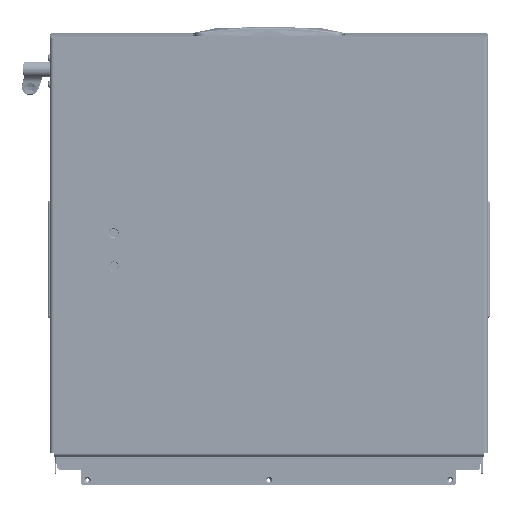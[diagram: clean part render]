
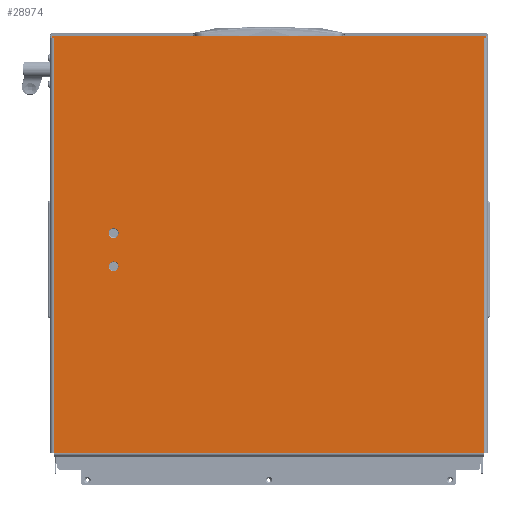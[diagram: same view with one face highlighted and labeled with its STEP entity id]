
A CAD part, front view. The second image highlights one B-rep face of the part: STEP entity #28974.
In plain terms, the highlighted face is planar.
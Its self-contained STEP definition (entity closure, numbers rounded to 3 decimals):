
#895 = EDGE_CURVE ( 'NONE', #130690, #6345, #82462, .T. ) ;
#3804 = CIRCLE ( 'NONE', #86241, 5.2 ) ;
#4395 = LINE ( 'NONE', #106852, #86187 ) ;
#5035 = DIRECTION ( 'NONE',  ( 0., 1., 0. ) ) ;
#5580 = VECTOR ( 'NONE', #41768, 1000. ) ;
#6345 = VERTEX_POINT ( 'NONE', #114502 ) ;
#7954 = PLANE ( 'NONE',  #84890 ) ;
#8725 = EDGE_LOOP ( 'NONE', ( #89221, #21727 ) ) ;
#9069 = AXIS2_PLACEMENT_3D ( 'NONE', #96652, #25899, #44442 ) ;
#9246 = DIRECTION ( 'NONE',  ( 0., 0., -1. ) ) ;
#13326 = CARTESIAN_POINT ( 'NONE',  ( 0., 452., 0. ) ) ;
#19139 = VERTEX_POINT ( 'NONE', #121521 ) ;
#19340 = ORIENTED_EDGE ( 'NONE', *, *, #44921, .T. ) ;
#19639 = VERTEX_POINT ( 'NONE', #25436 ) ;
#21727 = ORIENTED_EDGE ( 'NONE', *, *, #30401, .F. ) ;
#24725 = DIRECTION ( 'NONE',  ( 0., 0., -1. ) ) ;
#25436 = CARTESIAN_POINT ( 'NONE',  ( -2., 454., 0. ) ) ;
#25899 = DIRECTION ( 'NONE',  ( 0., 0., -1. ) ) ;
#26462 = DIRECTION ( 'NONE',  ( -1., 0., 0. ) ) ;
#28178 = LINE ( 'NONE', #39396, #112659 ) ;
#28974 = ADVANCED_FACE ( 'NONE', ( #68102, #37738, #88646 ), #7954, .T. ) ;
#29402 = CARTESIAN_POINT ( 'NONE',  ( 199.8, 389., 0. ) ) ;
#30118 = CIRCLE ( 'NONE', #36442, 5.2 ) ;
#30397 = CARTESIAN_POINT ( 'NONE',  ( 210.2, 389., 0. ) ) ;
#30401 = EDGE_CURVE ( 'NONE', #117377, #88370, #70412, .T. ) ;
#32194 = VERTEX_POINT ( 'NONE', #30397 ) ;
#35409 = DIRECTION ( 'NONE',  ( 0., 0., -1. ) ) ;
#36005 = ORIENTED_EDGE ( 'NONE', *, *, #52947, .T. ) ;
#36442 = AXIS2_PLACEMENT_3D ( 'NONE', #67009, #24725, #77599 ) ;
#37135 = DIRECTION ( 'NONE',  ( 0., -1., 0. ) ) ;
#37738 = FACE_BOUND ( 'NONE', #8725, .T. ) ;
#39396 = CARTESIAN_POINT ( 'NONE',  ( 0., 0., 0. ) ) ;
#39863 = ORIENTED_EDGE ( 'NONE', *, *, #99875, .F. ) ;
#40980 = CARTESIAN_POINT ( 'NONE',  ( 436., 452., 0. ) ) ;
#41109 = LINE ( 'NONE', #111186, #5580 ) ;
#41768 = DIRECTION ( 'NONE',  ( 0., 1., 0. ) ) ;
#42712 = DIRECTION ( 'NONE',  ( -1., 0., 0. ) ) ;
#44282 = VERTEX_POINT ( 'NONE', #104050 ) ;
#44407 = LINE ( 'NONE', #13326, #67331 ) ;
#44442 = DIRECTION ( 'NONE',  ( -1., 0., 0. ) ) ;
#44921 = EDGE_CURVE ( 'NONE', #6345, #19639, #55697, .T. ) ;
#45333 = CARTESIAN_POINT ( 'NONE',  ( 240., 389., 0. ) ) ;
#45356 = CARTESIAN_POINT ( 'NONE',  ( 245.2, 389., 0. ) ) ;
#45691 = VECTOR ( 'NONE', #42712, 1000. ) ;
#47660 = DIRECTION ( 'NONE',  ( 0., 0., -1. ) ) ;
#48079 = EDGE_CURVE ( 'NONE', #32194, #56987, #30118, .T. ) ;
#49673 = CARTESIAN_POINT ( 'NONE',  ( 436., 452., 0. ) ) ;
#52813 = VERTEX_POINT ( 'NONE', #63612 ) ;
#52947 = EDGE_CURVE ( 'NONE', #108007, #52813, #68853, .T. ) ;
#55047 = CARTESIAN_POINT ( 'NONE',  ( -2., -4., 0. ) ) ;
#55697 = LINE ( 'NONE', #55047, #105656 ) ;
#56987 = VERTEX_POINT ( 'NONE', #29402 ) ;
#58861 = CARTESIAN_POINT ( 'NONE',  ( 240., 389., 0. ) ) ;
#59299 = LINE ( 'NONE', #60617, #99777 ) ;
#60617 = CARTESIAN_POINT ( 'NONE',  ( 0., 454., 0. ) ) ;
#63177 = ORIENTED_EDGE ( 'NONE', *, *, #94878, .F. ) ;
#63612 = CARTESIAN_POINT ( 'NONE',  ( 436., 0., 0. ) ) ;
#67009 = CARTESIAN_POINT ( 'NONE',  ( 205., 389., 0. ) ) ;
#67331 = VECTOR ( 'NONE', #112516, 1000. ) ;
#68102 = FACE_BOUND ( 'NONE', #119580, .T. ) ;
#68138 = CARTESIAN_POINT ( 'NONE',  ( 234.8, 389., 0. ) ) ;
#68853 = LINE ( 'NONE', #49673, #121132 ) ;
#70412 = CIRCLE ( 'NONE', #93637, 5.2 ) ;
#71709 = VERTEX_POINT ( 'NONE', #75253 ) ;
#72878 = EDGE_CURVE ( 'NONE', #44282, #71709, #41109, .T. ) ;
#74032 = EDGE_CURVE ( 'NONE', #88370, #117377, #3804, .T. ) ;
#74960 = EDGE_CURVE ( 'NONE', #108007, #44282, #44407, .T. ) ;
#75253 = CARTESIAN_POINT ( 'NONE',  ( 0., 454., 0. ) ) ;
#77052 = ORIENTED_EDGE ( 'NONE', *, *, #126273, .T. ) ;
#77599 = DIRECTION ( 'NONE',  ( -1., 0., 0. ) ) ;
#78661 = EDGE_CURVE ( 'NONE', #56987, #32194, #101960, .T. ) ;
#82462 = LINE ( 'NONE', #124058, #45691 ) ;
#82791 = EDGE_LOOP ( 'NONE', ( #39863, #93857, #19340, #77052, #103660, #121684, #36005, #63177 ) ) ;
#84890 = AXIS2_PLACEMENT_3D ( 'NONE', #127671, #9246, #26462 ) ;
#86162 = DIRECTION ( 'NONE',  ( 0., 1., 0. ) ) ;
#86187 = VECTOR ( 'NONE', #5035, 1000. ) ;
#86241 = AXIS2_PLACEMENT_3D ( 'NONE', #58861, #47660, #109102 ) ;
#88370 = VERTEX_POINT ( 'NONE', #68138 ) ;
#88646 = FACE_OUTER_BOUND ( 'NONE', #82791, .T. ) ;
#89221 = ORIENTED_EDGE ( 'NONE', *, *, #74032, .F. ) ;
#93637 = AXIS2_PLACEMENT_3D ( 'NONE', #45333, #35409, #116082 ) ;
#93857 = ORIENTED_EDGE ( 'NONE', *, *, #895, .T. ) ;
#94878 = EDGE_CURVE ( 'NONE', #19139, #52813, #28178, .T. ) ;
#95193 = ORIENTED_EDGE ( 'NONE', *, *, #78661, .F. ) ;
#96652 = CARTESIAN_POINT ( 'NONE',  ( 205., 389., 0. ) ) ;
#98935 = DIRECTION ( 'NONE',  ( 1., 0., 0. ) ) ;
#99777 = VECTOR ( 'NONE', #102281, 1000. ) ;
#99875 = EDGE_CURVE ( 'NONE', #130690, #19139, #4395, .T. ) ;
#100981 = CARTESIAN_POINT ( 'NONE',  ( 0., -2., 0. ) ) ;
#101960 = CIRCLE ( 'NONE', #9069, 5.2 ) ;
#102281 = DIRECTION ( 'NONE',  ( 1., 0., 0. ) ) ;
#103244 = ORIENTED_EDGE ( 'NONE', *, *, #48079, .F. ) ;
#103660 = ORIENTED_EDGE ( 'NONE', *, *, #72878, .F. ) ;
#104050 = CARTESIAN_POINT ( 'NONE',  ( 0., 452., 0. ) ) ;
#105656 = VECTOR ( 'NONE', #86162, 1000. ) ;
#106852 = CARTESIAN_POINT ( 'NONE',  ( 0., -4., 0. ) ) ;
#108007 = VERTEX_POINT ( 'NONE', #40980 ) ;
#109102 = DIRECTION ( 'NONE',  ( -1., 0., 0. ) ) ;
#111186 = CARTESIAN_POINT ( 'NONE',  ( 0., -4., 0. ) ) ;
#112516 = DIRECTION ( 'NONE',  ( -1., 0., 0. ) ) ;
#112659 = VECTOR ( 'NONE', #98935, 1000. ) ;
#114502 = CARTESIAN_POINT ( 'NONE',  ( -2., -2., 0. ) ) ;
#116082 = DIRECTION ( 'NONE',  ( -1., 0., 0. ) ) ;
#117377 = VERTEX_POINT ( 'NONE', #45356 ) ;
#119580 = EDGE_LOOP ( 'NONE', ( #95193, #103244 ) ) ;
#121132 = VECTOR ( 'NONE', #37135, 1000. ) ;
#121521 = CARTESIAN_POINT ( 'NONE',  ( 0., 0., 0. ) ) ;
#121684 = ORIENTED_EDGE ( 'NONE', *, *, #74960, .F. ) ;
#124058 = CARTESIAN_POINT ( 'NONE',  ( 0., -2., 0. ) ) ;
#126273 = EDGE_CURVE ( 'NONE', #19639, #71709, #59299, .T. ) ;
#127671 = CARTESIAN_POINT ( 'NONE',  ( 0., 452., 0. ) ) ;
#130690 = VERTEX_POINT ( 'NONE', #100981 ) ;
